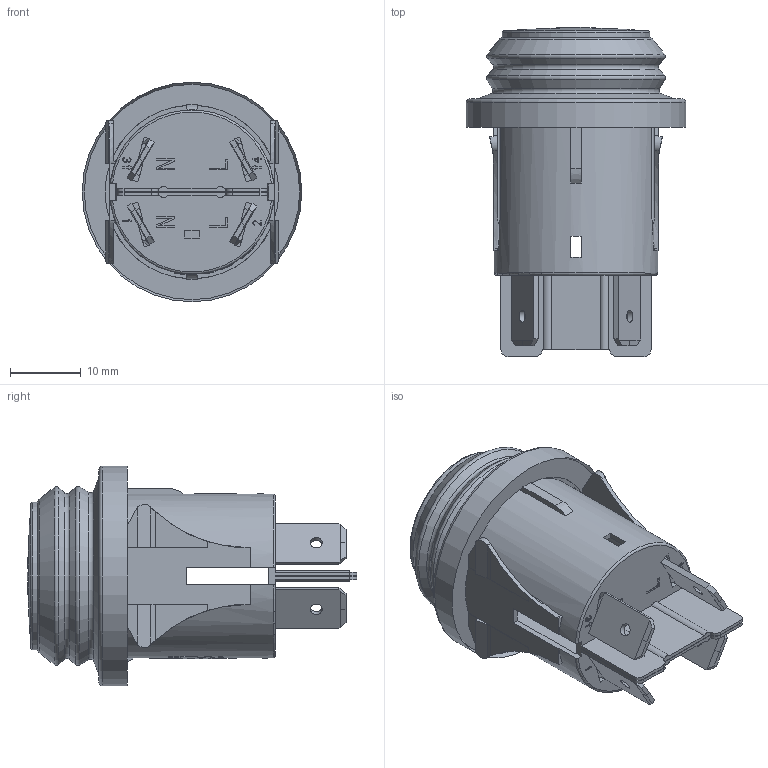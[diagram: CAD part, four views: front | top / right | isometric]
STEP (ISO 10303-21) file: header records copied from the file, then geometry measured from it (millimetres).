
FILE_DESCRIPTION(/* description */ (''),/* implementation_level */ '2;1');
FILE_NAME(/* name */ 'PB66EE2CR6Px1.stp',/* time_stamp */ '2022-12-28T09:15:23-06:00',/* author */ ('mroman'),/* organization */ (''),/* preprocessor_version */ 'ST-DEVELOPER v18.1',/* originating_system */ 'Autodesk Inventor 2020',/* authorisation */ '');
FILE_SCHEMA (('AUTOMOTIVE_DESIGN { 1 0 10303 214 3 1 1 }'));
Length unit declared in the file: millimetre
Products named in the file (1): PB66EE2CR6Px1
Bounding box: 31 x 46.5 x 31 mm (x, y, z)
Volume: 4156.1 mm3; surface area: 9834.5 mm2
Topology: 1 solids, 1 shells, 1111 faces, 3118 edges, 2070 vertices
Faces by surface type: plane 650, bspline 310, cylinder 125, torus 14, cone 12
Full cylindrical faces by diameter (mm): 1.7 x4, 18 x1, 20.8 x1, 21.7 x1, 27.6 x1, 31 x1
Entity records: 44997 total; most frequent: CARTESIAN_POINT 18019, ORIENTED_EDGE 6234, DIRECTION 4543, EDGE_CURVE 3117, VERTEX_POINT 2070, LINE 1911, VECTOR 1911, AXIS2_PLACEMENT_3D 1316
